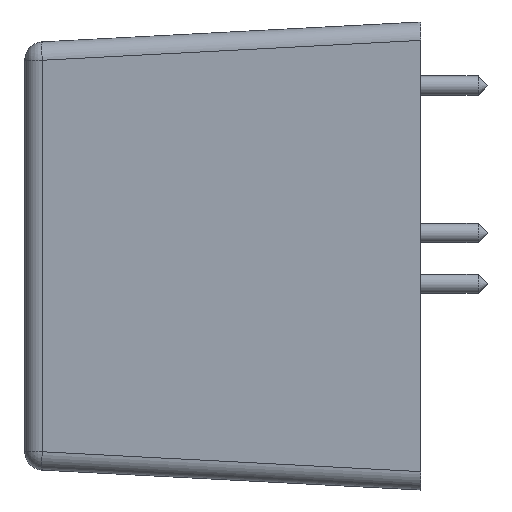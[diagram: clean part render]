
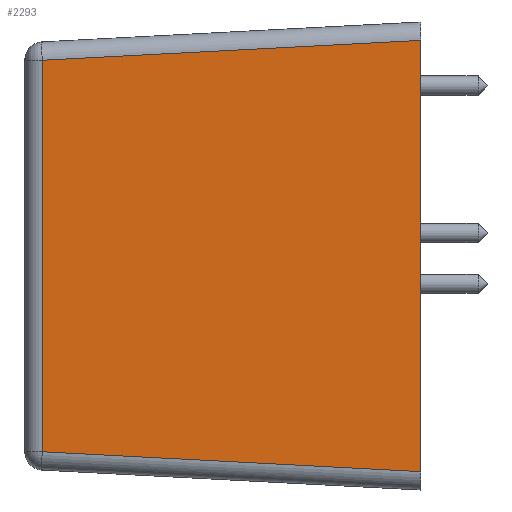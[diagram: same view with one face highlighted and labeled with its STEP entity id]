
A CAD part, left-side view. The second image highlights one B-rep face of the part: STEP entity #2293.
In plain terms, the highlighted planar face has unit normal (-0.999, 0.052, 0).
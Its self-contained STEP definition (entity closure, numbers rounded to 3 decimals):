
#26 = DIRECTION ( 'NONE',  ( 0., 0., -1. ) ) ;
#53 = CARTESIAN_POINT ( 'NONE',  ( -22.85, 0., 12.7 ) ) ;
#252 = DIRECTION ( 'NONE',  ( 0., 0., 1. ) ) ;
#276 = DIRECTION ( 'NONE',  ( -0.999, 0.052, 0. ) ) ;
#306 = AXIS2_PLACEMENT_3D ( 'NONE', #53, #276, #1696 ) ;
#344 = EDGE_CURVE ( 'NONE', #2599, #1560, #1983, .T. ) ;
#499 = CARTESIAN_POINT ( 'NONE',  ( -22.853, -0.052, 11.704 ) ) ;
#622 = CARTESIAN_POINT ( 'NONE',  ( -21.773, 20.552, -10.624 ) ) ;
#672 = EDGE_CURVE ( 'NONE', #1560, #1229, #1343, .T. ) ;
#691 = VECTOR ( 'NONE', #26, 1000. ) ;
#715 = ORIENTED_EDGE ( 'NONE', *, *, #672, .T. ) ;
#811 = VECTOR ( 'NONE', #2697, 1000. ) ;
#899 = DIRECTION ( 'NONE',  ( -0.052, -0.997, -0.052 ) ) ;
#1051 = LINE ( 'NONE', #1927, #2913 ) ;
#1229 = VERTEX_POINT ( 'NONE', #622 ) ;
#1343 = LINE ( 'NONE', #3132, #691 ) ;
#1375 = EDGE_LOOP ( 'NONE', ( #715, #1636, #3130, #2064 ) ) ;
#1525 = CARTESIAN_POINT ( 'NONE',  ( -21.773, 20.552, 10.624 ) ) ;
#1560 = VERTEX_POINT ( 'NONE', #1525 ) ;
#1636 = ORIENTED_EDGE ( 'NONE', *, *, #2452, .T. ) ;
#1696 = DIRECTION ( 'NONE',  ( -0.052, -0.999, 0. ) ) ;
#1927 = CARTESIAN_POINT ( 'NONE',  ( -22.783, 1.272, -11.635 ) ) ;
#1983 = LINE ( 'NONE', #499, #811 ) ;
#2064 = ORIENTED_EDGE ( 'NONE', *, *, #344, .T. ) ;
#2156 = FACE_OUTER_BOUND ( 'NONE', #1375, .T. ) ;
#2189 = LINE ( 'NONE', #2718, #2459 ) ;
#2293 = ADVANCED_FACE ( 'NONE', ( #2156 ), #2723, .T. ) ;
#2452 = EDGE_CURVE ( 'NONE', #1229, #3064, #1051, .T. ) ;
#2454 = CARTESIAN_POINT ( 'NONE',  ( -22.85, 0., 11.701 ) ) ;
#2459 = VECTOR ( 'NONE', #252, 1000. ) ;
#2501 = EDGE_CURVE ( 'NONE', #3064, #2599, #2189, .T. ) ;
#2599 = VERTEX_POINT ( 'NONE', #2454 ) ;
#2697 = DIRECTION ( 'NONE',  ( 0.052, 0.997, -0.052 ) ) ;
#2718 = CARTESIAN_POINT ( 'NONE',  ( -22.85, 0., 12.7 ) ) ;
#2723 = PLANE ( 'NONE',  #306 ) ;
#2913 = VECTOR ( 'NONE', #899, 1000. ) ;
#3024 = CARTESIAN_POINT ( 'NONE',  ( -22.85, 0., -11.701 ) ) ;
#3064 = VERTEX_POINT ( 'NONE', #3024 ) ;
#3130 = ORIENTED_EDGE ( 'NONE', *, *, #2501, .T. ) ;
#3132 = CARTESIAN_POINT ( 'NONE',  ( -21.773, 20.552, -11.573 ) ) ;
